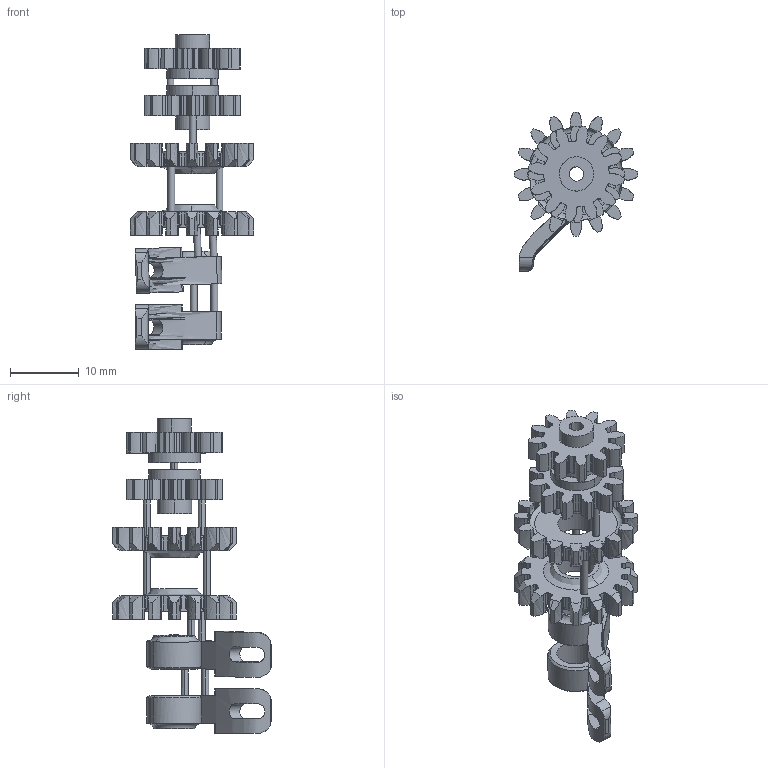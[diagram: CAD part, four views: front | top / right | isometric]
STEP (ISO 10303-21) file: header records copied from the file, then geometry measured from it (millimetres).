
FILE_DESCRIPTION(('STEP AP214'),'1');
FILE_NAME('.step','2022-05-03T10:47:47',(' '),(' '),'Spatial InterOp 3D',' ',' ');
FILE_SCHEMA(('AUTOMOTIVE_DESIGN { 1 0 10303 214 1 1 1 1 }'));
Length unit declared in the file: metre
Products named in the file (6): 齿轮组合; 设计1; 齿轮 (12 teeth)X2; 改_齿轮 (16 teeth)X2; 改_手臂推杆-右; 改_手臂推杆-左
Assembly tree (5 placements, depth 2):
  齿轮组合
    设计1
    齿轮 (12 teeth)X2
    改_齿轮 (16 teeth)X2
    改_手臂推杆-右
    改_手臂推杆-左
Bounding box: 18 x 23.13 x 45.82 mm (x, y, z)
Volume: 2101.9 mm3; surface area: 3547 mm2
Topology: 8 solids, 8 shells, 816 faces, 2346 edges, 1564 vertices
Faces by surface type: cylinder 418, plane 190, bspline 160, cone 40, torus 8
Entity records: 49061 total; most frequent: CARTESIAN_POINT 27978, ORIENTED_EDGE 4692, DIRECTION 4080, EDGE_CURVE 2346, VERTEX_POINT 1564, AXIS2_PLACEMENT_3D 1556, LINE 968, VECTOR 968
